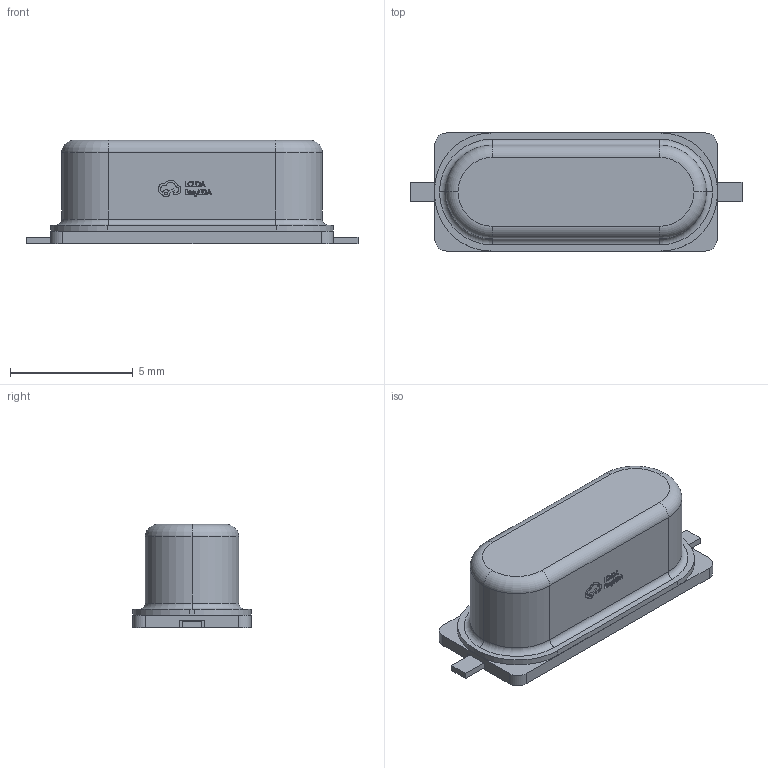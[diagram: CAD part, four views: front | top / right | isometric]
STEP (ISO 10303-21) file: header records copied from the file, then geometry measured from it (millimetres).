
FILE_DESCRIPTION (( 'STEP AP214' ), '1' );
FILE_NAME ('HC-49S_L11.5-W4.8.step', '2022-06-24T03:52:49', ( '' ), ( '' ), 'SwSTEP 2.0', 'SolidWorks 2020', '' );
FILE_SCHEMA (( 'AUTOMOTIVE_DESIGN' ));
Length unit declared in the file: millimetre
Products named in the file (1): HC-49S_L11.5-W4.8
Bounding box: 13.5 x 4.8 x 4.2 mm (x, y, z)
Volume: 166.3 mm3; surface area: 338.6 mm2
Topology: 4 solids, 4 shells, 342 faces, 909 edges, 602 vertices
Faces by surface type: plane 206, bspline 112, cylinder 16, torus 8
Entity records: 14412 total; most frequent: CARTESIAN_POINT 3958, ORIENTED_EDGE 1818, DIRECTION 1187, EDGE_CURVE 909, LINE 637, VECTOR 637, VERTEX_POINT 602, EDGE_LOOP 369
